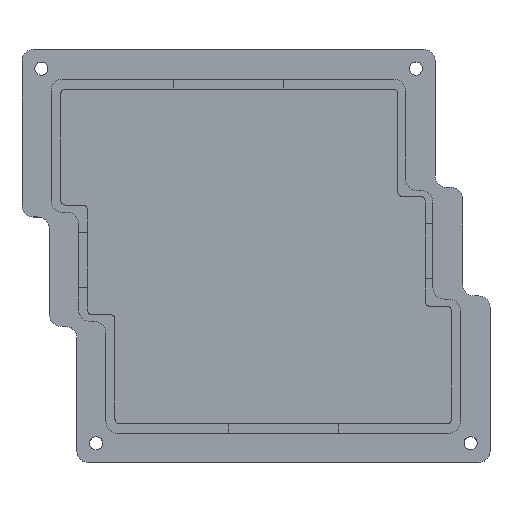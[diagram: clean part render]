
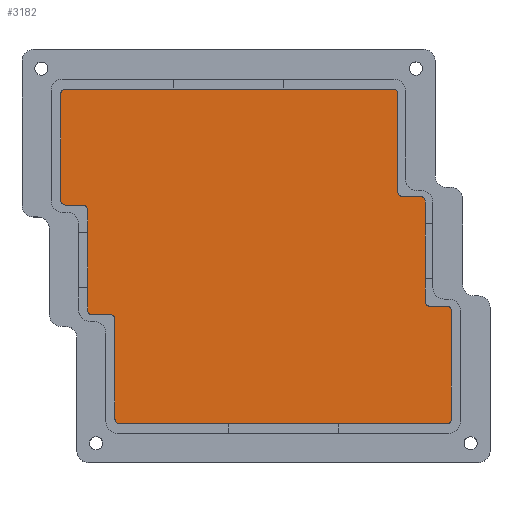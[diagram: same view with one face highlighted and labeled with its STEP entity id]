
A CAD part, top view. The second image highlights one B-rep face of the part: STEP entity #3182.
In plain terms, the highlighted planar face has unit normal (0, 0, 1).
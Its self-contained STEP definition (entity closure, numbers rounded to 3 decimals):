
#142=PLANE('',#3538);
#320=FACE_OUTER_BOUND('',#513,.T.);
#513=EDGE_LOOP('',(#2906,#2907,#2908,#2909,#2910,#2911,#2912,#2913,#2914,
#2915,#2916,#2917,#2918,#2919,#2920,#2921,#2922,#2923,#2924,#2925,#2926,
#2927,#2928,#2929));
#747=LINE('',#5495,#1035);
#751=LINE('',#5504,#1039);
#755=LINE('',#5519,#1043);
#764=LINE('',#5537,#1052);
#766=LINE('',#5542,#1054);
#785=LINE('',#5581,#1073);
#787=LINE('',#5588,#1075);
#791=LINE('',#5597,#1079);
#795=LINE('',#5609,#1083);
#798=LINE('',#5617,#1086);
#801=LINE('',#5627,#1089);
#802=LINE('',#5631,#1090);
#1035=VECTOR('',#4354,10.);
#1039=VECTOR('',#4364,10.);
#1043=VECTOR('',#4384,10.);
#1052=VECTOR('',#4403,10.);
#1054=VECTOR('',#4407,10.);
#1073=VECTOR('',#4450,10.);
#1075=VECTOR('',#4458,10.);
#1079=VECTOR('',#4468,10.);
#1083=VECTOR('',#4482,10.);
#1086=VECTOR('',#4491,10.);
#1089=VECTOR('',#4504,10.);
#1090=VECTOR('',#4511,10.);
#1247=CIRCLE('',#3486,0.796);
#1248=CIRCLE('',#3489,0.796);
#1249=CIRCLE('',#3492,0.796);
#1252=CIRCLE('',#3515,0.796);
#1253=CIRCLE('',#3518,0.796);
#1254=CIRCLE('',#3521,0.796);
#1255=CIRCLE('',#3524,0.796);
#1256=CIRCLE('',#3526,0.796);
#1257=CIRCLE('',#3529,0.796);
#1258=CIRCLE('',#3532,0.796);
#1259=CIRCLE('',#3534,0.796);
#1260=CIRCLE('',#3537,0.796);
#1519=VERTEX_POINT('',#5488);
#1520=VERTEX_POINT('',#5489);
#1521=VERTEX_POINT('',#5494);
#1522=VERTEX_POINT('',#5498);
#1523=VERTEX_POINT('',#5500);
#1524=VERTEX_POINT('',#5506);
#1526=VERTEX_POINT('',#5518);
#1529=VERTEX_POINT('',#5533);
#1530=VERTEX_POINT('',#5535);
#1531=VERTEX_POINT('',#5539);
#1532=VERTEX_POINT('',#5541);
#1539=VERTEX_POINT('',#5575);
#1540=VERTEX_POINT('',#5579);
#1541=VERTEX_POINT('',#5585);
#1542=VERTEX_POINT('',#5587);
#1543=VERTEX_POINT('',#5593);
#1544=VERTEX_POINT('',#5595);
#1545=VERTEX_POINT('',#5599);
#1546=VERTEX_POINT('',#5603);
#1547=VERTEX_POINT('',#5607);
#1548=VERTEX_POINT('',#5611);
#1549=VERTEX_POINT('',#5615);
#1550=VERTEX_POINT('',#5621);
#1551=VERTEX_POINT('',#5625);
#1942=EDGE_CURVE('',#1519,#1520,#1247,.T.);
#1945=EDGE_CURVE('',#1519,#1521,#747,.F.);
#1948=EDGE_CURVE('',#1522,#1523,#1248,.F.);
#1950=EDGE_CURVE('',#1523,#1520,#751,.F.);
#1951=EDGE_CURVE('',#1524,#1521,#1249,.T.);
#1957=EDGE_CURVE('',#1522,#1526,#755,.T.);
#1966=EDGE_CURVE('',#1530,#1529,#764,.F.);
#1968=EDGE_CURVE('',#1531,#1532,#766,.F.);
#1985=EDGE_CURVE('',#1526,#1539,#1252,.T.);
#1988=EDGE_CURVE('',#1540,#1539,#785,.F.);
#1989=EDGE_CURVE('',#1532,#1540,#1253,.F.);
#1991=EDGE_CURVE('',#1541,#1542,#787,.F.);
#1993=EDGE_CURVE('',#1531,#1542,#1254,.T.);
#1996=EDGE_CURVE('',#1544,#1543,#791,.F.);
#1997=EDGE_CURVE('',#1544,#1545,#1255,.T.);
#1999=EDGE_CURVE('',#1543,#1546,#1256,.F.);
#2002=EDGE_CURVE('',#1546,#1547,#795,.F.);
#2003=EDGE_CURVE('',#1548,#1547,#1257,.T.);
#2006=EDGE_CURVE('',#1548,#1549,#798,.F.);
#2007=EDGE_CURVE('',#1549,#1530,#1258,.F.);
#2008=EDGE_CURVE('',#1550,#1529,#1259,.T.);
#2011=EDGE_CURVE('',#1550,#1551,#801,.F.);
#2012=EDGE_CURVE('',#1541,#1551,#1260,.T.);
#2013=EDGE_CURVE('',#1524,#1545,#802,.F.);
#2906=ORIENTED_EDGE('',*,*,#1957,.T.);
#2907=ORIENTED_EDGE('',*,*,#1985,.T.);
#2908=ORIENTED_EDGE('',*,*,#1988,.F.);
#2909=ORIENTED_EDGE('',*,*,#1989,.F.);
#2910=ORIENTED_EDGE('',*,*,#1968,.F.);
#2911=ORIENTED_EDGE('',*,*,#1993,.T.);
#2912=ORIENTED_EDGE('',*,*,#1991,.F.);
#2913=ORIENTED_EDGE('',*,*,#2012,.T.);
#2914=ORIENTED_EDGE('',*,*,#2011,.F.);
#2915=ORIENTED_EDGE('',*,*,#2008,.T.);
#2916=ORIENTED_EDGE('',*,*,#1966,.F.);
#2917=ORIENTED_EDGE('',*,*,#2007,.F.);
#2918=ORIENTED_EDGE('',*,*,#2006,.F.);
#2919=ORIENTED_EDGE('',*,*,#2003,.T.);
#2920=ORIENTED_EDGE('',*,*,#2002,.F.);
#2921=ORIENTED_EDGE('',*,*,#1999,.F.);
#2922=ORIENTED_EDGE('',*,*,#1996,.F.);
#2923=ORIENTED_EDGE('',*,*,#1997,.T.);
#2924=ORIENTED_EDGE('',*,*,#2013,.F.);
#2925=ORIENTED_EDGE('',*,*,#1951,.T.);
#2926=ORIENTED_EDGE('',*,*,#1945,.F.);
#2927=ORIENTED_EDGE('',*,*,#1942,.T.);
#2928=ORIENTED_EDGE('',*,*,#1950,.F.);
#2929=ORIENTED_EDGE('',*,*,#1948,.F.);
#3182=ADVANCED_FACE('',(#320),#142,.F.);
#3486=AXIS2_PLACEMENT_3D('',#5490,#4348,#4349);
#3489=AXIS2_PLACEMENT_3D('',#5501,#4359,#4360);
#3492=AXIS2_PLACEMENT_3D('',#5507,#4367,#4368);
#3515=AXIS2_PLACEMENT_3D('',#5576,#4444,#4445);
#3518=AXIS2_PLACEMENT_3D('',#5583,#4453,#4454);
#3521=AXIS2_PLACEMENT_3D('',#5591,#4462,#4463);
#3524=AXIS2_PLACEMENT_3D('',#5600,#4471,#4472);
#3526=AXIS2_PLACEMENT_3D('',#5604,#4476,#4477);
#3529=AXIS2_PLACEMENT_3D('',#5612,#4485,#4486);
#3532=AXIS2_PLACEMENT_3D('',#5619,#4494,#4495);
#3534=AXIS2_PLACEMENT_3D('',#5622,#4498,#4499);
#3537=AXIS2_PLACEMENT_3D('',#5629,#4507,#4508);
#3538=AXIS2_PLACEMENT_3D('',#5630,#4509,#4510);
#4348=DIRECTION('center_axis',(0.,0.,1.));
#4349=DIRECTION('ref_axis',(-0.707,-0.707,0.));
#4354=DIRECTION('',(0.,-1.,0.));
#4359=DIRECTION('center_axis',(0.,0.,-1.));
#4360=DIRECTION('ref_axis',(0.707,0.707,0.));
#4364=DIRECTION('',(1.,0.,0.));
#4367=DIRECTION('center_axis',(0.,0.,1.));
#4368=DIRECTION('ref_axis',(-0.707,0.707,0.));
#4384=DIRECTION('',(0.,-1.,0.));
#4403=DIRECTION('',(-1.,0.,0.));
#4407=DIRECTION('',(0.,-1.,0.));
#4444=DIRECTION('center_axis',(0.,0.,1.));
#4445=DIRECTION('ref_axis',(-0.707,-0.707,0.));
#4450=DIRECTION('',(1.,0.,0.));
#4453=DIRECTION('center_axis',(0.,0.,-1.));
#4454=DIRECTION('ref_axis',(0.707,0.707,0.));
#4458=DIRECTION('',(1.,0.,0.));
#4462=DIRECTION('center_axis',(0.,0.,1.));
#4463=DIRECTION('ref_axis',(-0.707,-0.707,0.));
#4468=DIRECTION('',(0.,1.,0.));
#4471=DIRECTION('center_axis',(0.,0.,1.));
#4472=DIRECTION('ref_axis',(0.707,0.707,0.));
#4476=DIRECTION('center_axis',(0.,0.,-1.));
#4477=DIRECTION('ref_axis',(-0.707,-0.707,0.));
#4482=DIRECTION('',(-1.,0.,0.));
#4485=DIRECTION('center_axis',(0.,0.,1.));
#4486=DIRECTION('ref_axis',(0.707,0.707,0.));
#4491=DIRECTION('',(0.,1.,0.));
#4494=DIRECTION('center_axis',(0.,0.,-1.));
#4495=DIRECTION('ref_axis',(-0.707,-0.707,0.));
#4498=DIRECTION('center_axis',(0.,0.,1.));
#4499=DIRECTION('ref_axis',(0.707,0.707,0.));
#4504=DIRECTION('',(0.,1.,0.));
#4507=DIRECTION('center_axis',(0.,0.,1.));
#4508=DIRECTION('ref_axis',(0.707,-0.707,0.));
#4509=DIRECTION('center_axis',(0.,0.,-1.));
#4510=DIRECTION('ref_axis',(1.,0.,0.));
#4511=DIRECTION('',(-1.,0.,0.));
#5488=CARTESIAN_POINT('',(-0.894,-18.754,-11.));
#5489=CARTESIAN_POINT('',(-0.098,-19.55,-11.));
#5490=CARTESIAN_POINT('Origin',(-0.098,-18.754,-11.));
#5494=CARTESIAN_POINT('',(-0.894,-0.202,-11.));
#5495=CARTESIAN_POINT('',(-0.894,-14.538,-11.));
#5498=CARTESIAN_POINT('',(3.762,-20.346,-11.));
#5500=CARTESIAN_POINT('',(2.966,-19.55,-11.));
#5501=CARTESIAN_POINT('Origin',(2.966,-20.346,-11.));
#5504=CARTESIAN_POINT('',(16.919,-19.55,-11.));
#5506=CARTESIAN_POINT('',(-0.098,0.594,-11.));
#5507=CARTESIAN_POINT('Origin',(-0.098,-0.202,
-11.));
#5518=CARTESIAN_POINT('',(3.762,-37.804,-11.));
#5519=CARTESIAN_POINT('',(3.762,-24.563,-11.));
#5533=CARTESIAN_POINT('',(66.173,-37.1,-11.));
#5535=CARTESIAN_POINT('',(63.209,-37.1,-11.));
#5537=CARTESIAN_POINT('',(49.756,-37.1,-11.));
#5539=CARTESIAN_POINT('',(8.525,-56.748,-11.));
#5541=CARTESIAN_POINT('',(8.525,-39.396,-11.));
#5542=CARTESIAN_POINT('',(8.525,-34.088,-11.));
#5575=CARTESIAN_POINT('',(4.558,-38.6,-11.));
#5576=CARTESIAN_POINT('Origin',(4.558,-37.804,-11.));
#5579=CARTESIAN_POINT('',(7.729,-38.6,-11.));
#5581=CARTESIAN_POINT('',(19.3,-38.6,-11.));
#5583=CARTESIAN_POINT('Origin',(7.729,-39.396,-11.));
#5585=CARTESIAN_POINT('',(66.173,-57.544,-11.));
#5587=CARTESIAN_POINT('',(9.321,-57.544,-11.));
#5588=CARTESIAN_POINT('',(21.681,-57.544,-11.));
#5591=CARTESIAN_POINT('Origin',(9.321,-56.748,-11.));
#5593=CARTESIAN_POINT('',(57.65,-17.254,-11.));
#5595=CARTESIAN_POINT('',(57.65,-0.202,-11.));
#5597=CARTESIAN_POINT('',(57.65,-23.062,-11.));
#5599=CARTESIAN_POINT('',(56.854,0.594,-11.));
#5600=CARTESIAN_POINT('Origin',(56.854,-0.202,-11.));
#5603=CARTESIAN_POINT('',(58.446,-18.05,-11.));
#5604=CARTESIAN_POINT('Origin',(58.446,-17.254,-11.));
#5607=CARTESIAN_POINT('',(61.617,-18.05,-11.));
#5609=CARTESIAN_POINT('',(47.375,-18.05,-11.));
#5611=CARTESIAN_POINT('',(62.413,-18.846,-11.));
#5612=CARTESIAN_POINT('Origin',(61.617,-18.846,-11.));
#5615=CARTESIAN_POINT('',(62.413,-36.304,-11.));
#5617=CARTESIAN_POINT('',(62.413,-32.588,-11.));
#5619=CARTESIAN_POINT('Origin',(63.209,-36.304,-11.));
#5621=CARTESIAN_POINT('',(66.969,-37.896,-11.));
#5622=CARTESIAN_POINT('Origin',(66.173,-37.896,-11.));
#5625=CARTESIAN_POINT('',(66.969,-56.748,-11.));
#5627=CARTESIAN_POINT('',(66.969,-42.613,-11.));
#5629=CARTESIAN_POINT('Origin',(66.173,-56.748,-11.));
#5630=CARTESIAN_POINT('Origin',(33.338,-28.575,-11.));
#5631=CARTESIAN_POINT('',(44.994,0.594,-11.));
